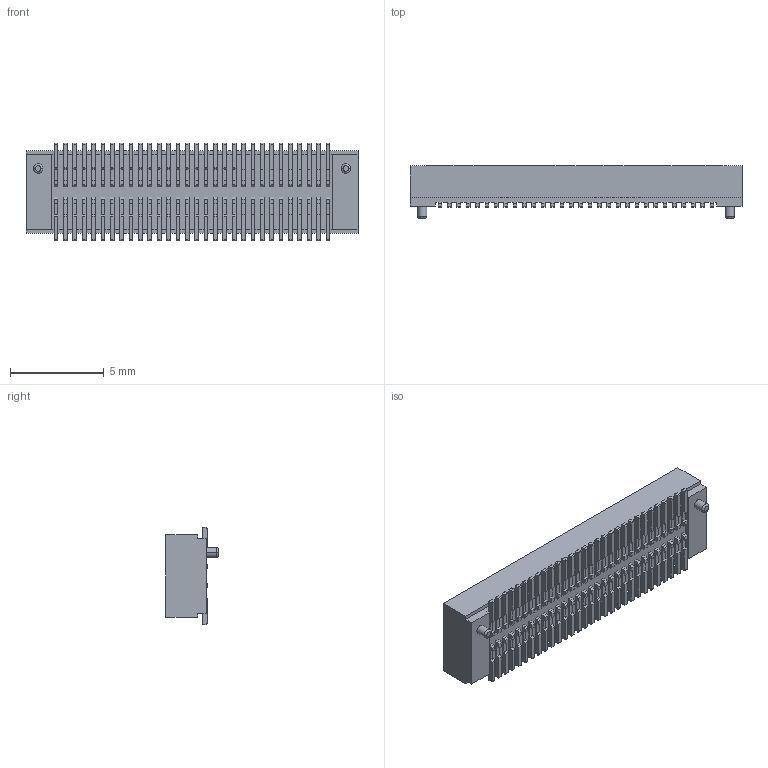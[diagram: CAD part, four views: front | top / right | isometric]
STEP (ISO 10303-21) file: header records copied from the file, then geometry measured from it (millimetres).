
FILE_DESCRIPTION((''),'2;1');
FILE_NAME('ASM0005_ASM','2024-12-23T',('工程三'),(''),'PRO/ENGINEER BY PARAMETRIC TECHNOLOGY CORPORATION, 2010280','PRO/ENGINEER BY PARAMETRIC TECHNOLOGY CORPORATION, 2010280','');
FILE_SCHEMA(('CONFIG_CONTROL_DESIGN'));
Products named in the file (1): ASM0005_ASM
Bounding box: 17.7 x 2.8 x 5.2 mm (x, y, z)
Volume: 112.9 mm3; surface area: 687.1 mm2
Topology: 1 solids, 1 shells, 2362 faces, 6758 edges, 4462 vertices
Faces by surface type: plane 2234, cylinder 124, torus 4
Entity records: 75558 total; most frequent: CARTESIAN_POINT 13582, ORIENTED_EDGE 13516, DIRECTION 11740, EDGE_CURVE 6758, VECTOR 6500, LINE 6500, VERTEX_POINT 4462, AXIS2_PLACEMENT_3D 2620
